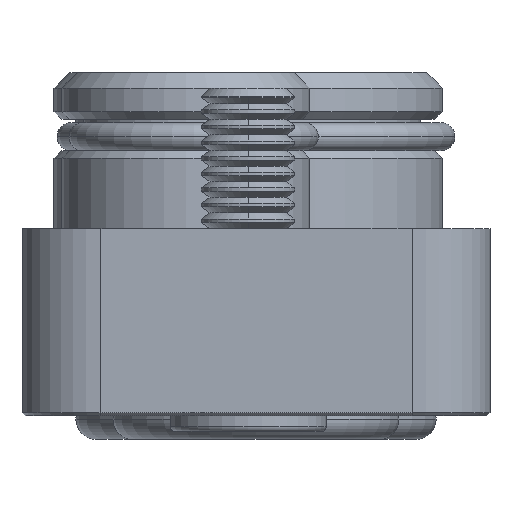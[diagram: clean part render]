
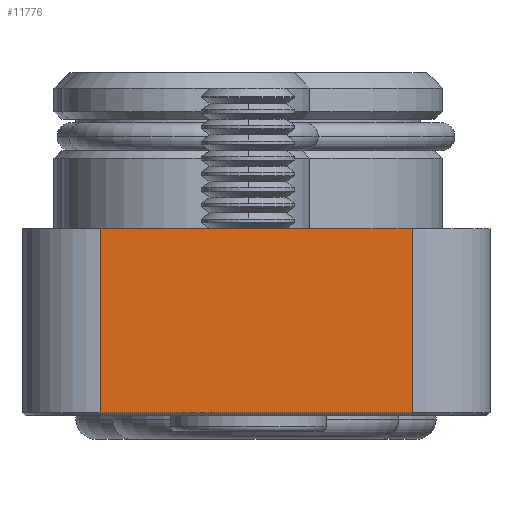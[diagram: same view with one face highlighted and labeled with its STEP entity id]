
A CAD part, front view. The second image highlights one B-rep face of the part: STEP entity #11776.
In plain terms, the highlighted planar face has unit normal (0, -1, 0).
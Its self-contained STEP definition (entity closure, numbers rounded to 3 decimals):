
#88 = ORIENTED_EDGE ( 'NONE', *, *, #9329, .F. ) ;
#181 = CARTESIAN_POINT ( 'NONE',  ( -64.141, -9.268, -10.8 ) ) ;
#204 = DIRECTION ( 'NONE',  ( 0., 0., -1. ) ) ;
#384 = EDGE_CURVE ( 'NONE', #11959, #1264, #5850, .T. ) ;
#1264 = VERTEX_POINT ( 'NONE', #3153 ) ;
#1605 = LINE ( 'NONE', #9581, #6621 ) ;
#1890 = EDGE_CURVE ( 'NONE', #9101, #11959, #1605, .T. ) ;
#2882 = CARTESIAN_POINT ( 'NONE',  ( -89.141, -9.268, 1. ) ) ;
#3153 = CARTESIAN_POINT ( 'NONE',  ( -69.141, -9.268, -10.8 ) ) ;
#3473 = CARTESIAN_POINT ( 'NONE',  ( -89.141, -9.268, -10.8 ) ) ;
#3505 = VECTOR ( 'NONE', #14953, 1000. ) ;
#4206 = ORIENTED_EDGE ( 'NONE', *, *, #13611, .T. ) ;
#4884 = CARTESIAN_POINT ( 'NONE',  ( -69.141, -9.268, 1. ) ) ;
#5408 = DIRECTION ( 'NONE',  ( 1., 0., 0. ) ) ;
#5850 = LINE ( 'NONE', #181, #3505 ) ;
#6621 = VECTOR ( 'NONE', #204, 1000. ) ;
#7367 = VECTOR ( 'NONE', #10676, 1000. ) ;
#7595 = PLANE ( 'NONE',  #14490 ) ;
#8372 = CARTESIAN_POINT ( 'NONE',  ( -69.141, -9.268, 1. ) ) ;
#8898 = CARTESIAN_POINT ( 'NONE',  ( -64.141, -9.268, 1. ) ) ;
#9101 = VERTEX_POINT ( 'NONE', #2882 ) ;
#9329 = EDGE_CURVE ( 'NONE', #9101, #10031, #12056, .T. ) ;
#9581 = CARTESIAN_POINT ( 'NONE',  ( -89.141, -9.268, 1. ) ) ;
#9926 = CARTESIAN_POINT ( 'NONE',  ( -64.141, -9.268, 1. ) ) ;
#10031 = VERTEX_POINT ( 'NONE', #8372 ) ;
#10676 = DIRECTION ( 'NONE',  ( 0., 0., 1. ) ) ;
#11092 = DIRECTION ( 'NONE',  ( 0., 1., 0. ) ) ;
#11138 = VECTOR ( 'NONE', #12450, 1000. ) ;
#11776 = ADVANCED_FACE ( 'NONE', ( #11832 ), #7595, .F. ) ;
#11832 = FACE_OUTER_BOUND ( 'NONE', #13280, .T. ) ;
#11959 = VERTEX_POINT ( 'NONE', #3473 ) ;
#12056 = LINE ( 'NONE', #8898, #11138 ) ;
#12281 = ORIENTED_EDGE ( 'NONE', *, *, #384, .T. ) ;
#12450 = DIRECTION ( 'NONE',  ( 1., 0., 0. ) ) ;
#12719 = ORIENTED_EDGE ( 'NONE', *, *, #1890, .T. ) ;
#13280 = EDGE_LOOP ( 'NONE', ( #12719, #12281, #4206, #88 ) ) ;
#13611 = EDGE_CURVE ( 'NONE', #1264, #10031, #14577, .T. ) ;
#14490 = AXIS2_PLACEMENT_3D ( 'NONE', #9926, #11092, #5408 ) ;
#14577 = LINE ( 'NONE', #4884, #7367 ) ;
#14953 = DIRECTION ( 'NONE',  ( 1., 0., 0. ) ) ;
